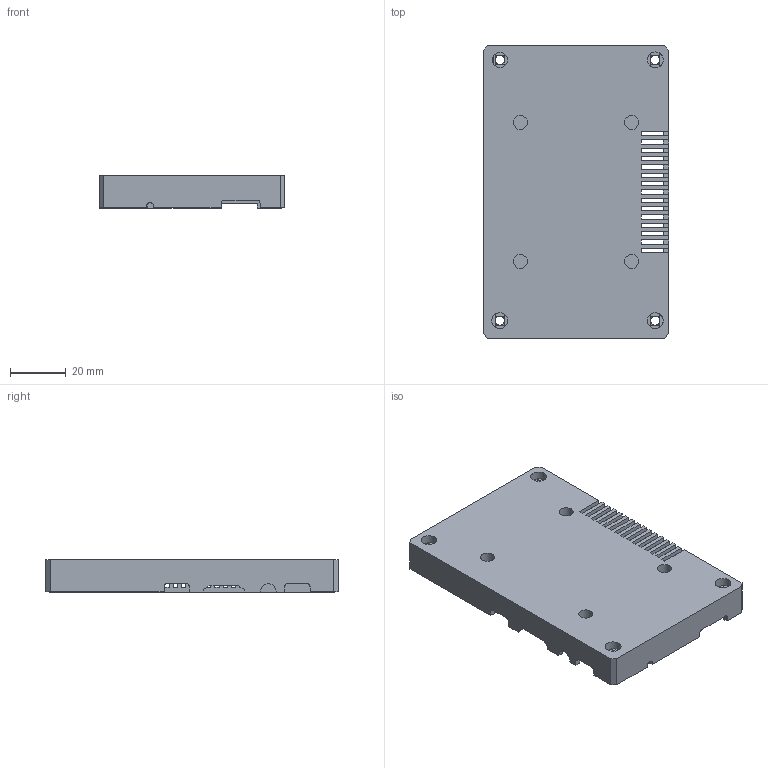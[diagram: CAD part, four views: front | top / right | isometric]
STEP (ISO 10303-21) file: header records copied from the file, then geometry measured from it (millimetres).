
FILE_DESCRIPTION(/* description */ (''),/* implementation_level */ '2;1');
FILE_NAME(/* name */ 'CountDown_Bottom.stp',/* time_stamp */ '2024-03-22T20:00:42-04:00',/* author */ ('Daniel Wang'),/* organization */ (''),/* preprocessor_version */ 'ST-DEVELOPER v20',/* originating_system */ 'Autodesk Inventor 2024',/* authorisation */ '');
FILE_SCHEMA (('AUTOMOTIVE_DESIGN { 1 0 10303 214 3 1 1 }'));
Length unit declared in the file: inch
Products named in the file (1): OPI Case BTM
Bounding box: 66.8 x 105.1 x 11.82 mm (x, y, z)
Volume: 17219.1 mm3; surface area: 22076.4 mm2
Topology: 1 solids, 1 shells, 534 faces, 1547 edges, 1011 vertices
Faces by surface type: plane 329, bspline 119, cylinder 70, torus 16
Full cylindrical faces by diameter (mm): 3.3 x4, 5.055 x4, 5.5 x1, 5.75 x3, 7.055 x4
Entity records: 18140 total; most frequent: CARTESIAN_POINT 4646, ORIENTED_EDGE 3094, DIRECTION 2318, EDGE_CURVE 1547, LINE 1130, VECTOR 1130, VERTEX_POINT 1011, AXIS2_PLACEMENT_3D 594
